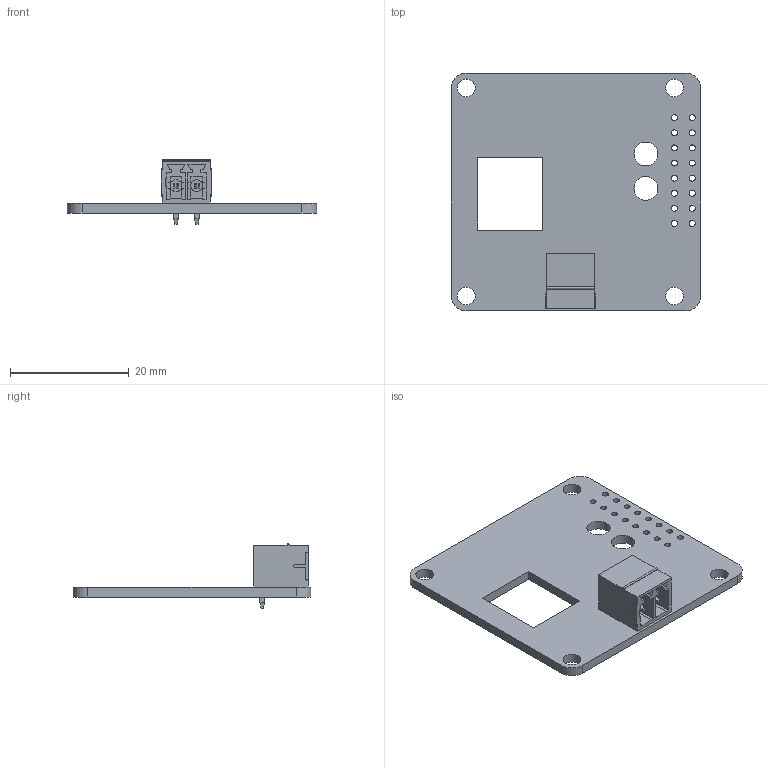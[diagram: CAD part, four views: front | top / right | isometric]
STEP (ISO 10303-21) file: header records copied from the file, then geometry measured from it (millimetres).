
FILE_DESCRIPTION(('KiCad electronic assembly'),'2;1');
FILE_NAME('esp32-PSU.step','2022-03-14T11:14:33',('An Author'),( 'A Company'),'Open CASCADE STEP processor 7.5', 'KiCad to STEP converter','Unknown');
FILE_SCHEMA(('AUTOMOTIVE_DESIGN { 1 0 10303 214 1 1 1 1 }'));
Length unit declared in the file: millimetre
Products named in the file (4): Open CASCADE STEP translator 7.5 1; OQ_2P_green; SOLID; COMPOUND
Assembly tree (3 placements, depth 3):
  Open CASCADE STEP translator 7.5 1
    OQ_2P_green
      SOLID
    COMPOUND
Bounding box: 41.9 x 40 x 10.9 mm (x, y, z)
Volume: 2625.8 mm3; surface area: 4292.8 mm2
Topology: 2 solids, 2 shells, 204 faces, 558 edges, 364 vertices
Faces by surface type: plane 153, cylinder 51
Full cylindrical faces by diameter (mm): 1 x16, 1.4 x2, 2 x2, 3 x4, 4 x2
Entity records: 15062 total; most frequent: CARTESIAN_POINT 2378, DIRECTION 2174, LINE 1462, VECTOR 1462, ORIENTED_EDGE 1116, PCURVE 1116, DEFINITIONAL_REPRESENTATION 1116, EDGE_CURVE 558
